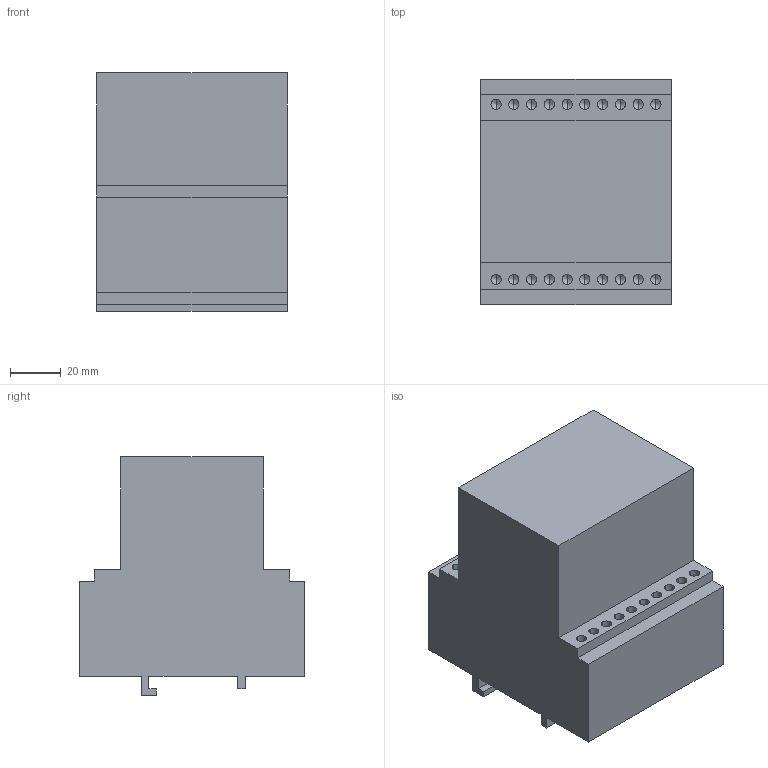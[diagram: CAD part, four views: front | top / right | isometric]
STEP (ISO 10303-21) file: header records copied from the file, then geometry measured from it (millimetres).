
FILE_DESCRIPTION(('STEP AP214'),'1');
FILE_NAME('MODEX_07-7311-97_einfach.stp','2015-11-02T07:55:57',(' '),(' '),'Spatial InterOp 3D',' ',' ');
FILE_SCHEMA(('automotive_design'));
Length unit declared in the file: millimetre
Products named in the file (1): 1
Bounding box: 75 x 89 x 94 mm (x, y, z)
Volume: 465217.7 mm3; surface area: 42390.5 mm2
Topology: 1 solids, 1 shells, 124 faces, 266 edges, 164 vertices
Faces by surface type: plane 44, cylinder 40, cone 40
Entity records: 4366 total; most frequent: DIRECTION 636, CARTESIAN_POINT 555, ORIENTED_EDGE 532, EDGE_CURVE 266, AXIS2_PLACEMENT_3D 245, VERTEX_POINT 164, LINE 146, VECTOR 146
